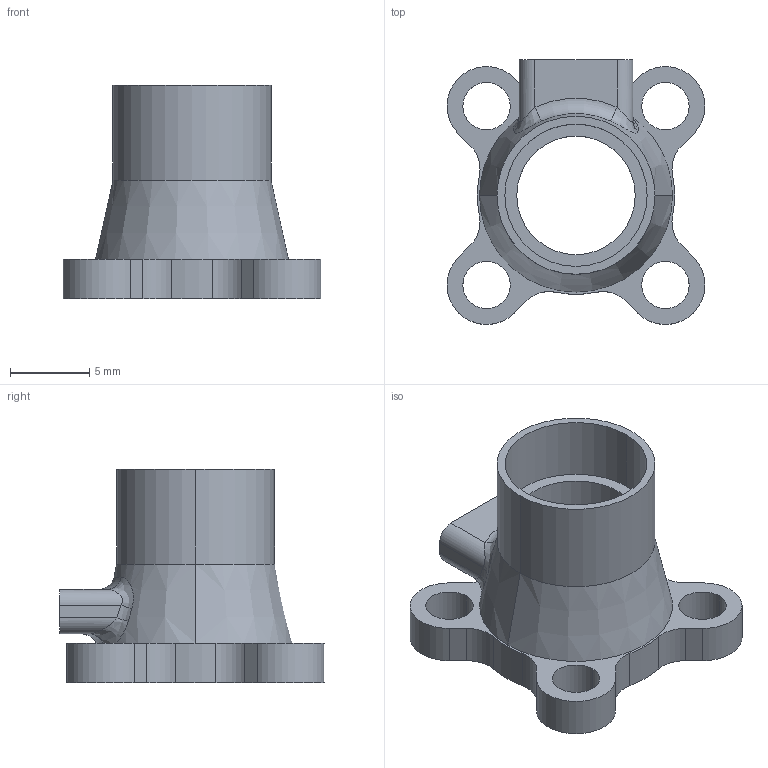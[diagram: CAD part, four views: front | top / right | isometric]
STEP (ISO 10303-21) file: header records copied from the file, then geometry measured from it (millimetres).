
FILE_DESCRIPTION((''),'2;1');
FILE_NAME('MOTOR_SPODOK','2022-02-19T21:19:46',('BenoVidla'),(''),'CREO PARAMETRIC BY PTC INC, 2021063','CREO PARAMETRIC BY PTC INC, 2021063','');
FILE_SCHEMA(('AP242_MANAGED_MODEL_BASED_3D_ENGINEERING_MIM_LF { 1 0 10303 442 1 1 4 }'));
Length unit declared in the file: millimetre
Products named in the file (1): MOTOR_SPODOK
Bounding box: 16.3 x 16.75 x 13.5 mm (x, y, z)
Volume: 627.4 mm3; surface area: 1316.7 mm2
Topology: 1 solids, 1 shells, 76 faces, 206 edges, 149 vertices
Faces by surface type: cylinder 42, plane 17, cone 7, bspline 6, torus 2, extrusion 2
Entity records: 3423 total; most frequent: CARTESIAN_POINT 816, DIRECTION 429, ORIENTED_EDGE 386, EDGE_CURVE 193, AXIS2_PLACEMENT_3D 170, VERTEX_POINT 124, CIRCLE 95, PRESENTATION_STYLE_ASSIGNMENT 94
